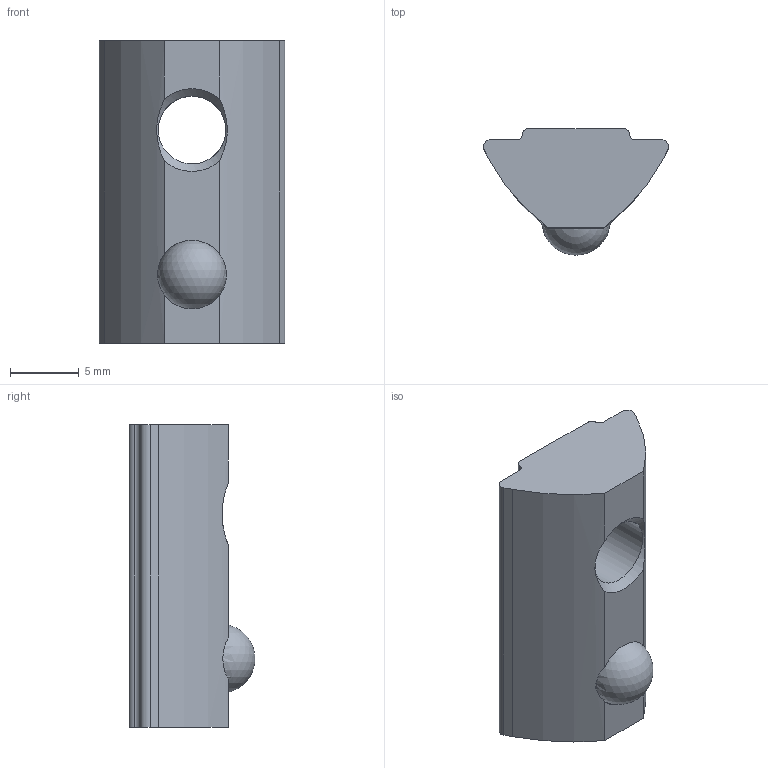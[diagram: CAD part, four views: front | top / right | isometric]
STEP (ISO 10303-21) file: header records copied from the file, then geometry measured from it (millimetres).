
FILE_DESCRIPTION( ( 'STEP AP214' ), '1' );
FILE_NAME( '13031_m.stp', '2021-07-07T22:36:17', ( 'License CC BY-ND 4.0' ), ( 'CADENAS' ), ' ', 'PARTsolutions', ' ' );
FILE_SCHEMA( ( 'AUTOMOTIVE_DESIGN { 1 0 10303 214 1 1 1 1 }' ) );
Length unit declared in the file: millimetre
Products named in the file (1): _13031_m
Bounding box: 13.46 x 9.15 x 22 mm (x, y, z)
Volume: 1468.9 mm3; surface area: 1107.3 mm2
Topology: 2 solids, 2 shells, 26 faces, 67 edges, 44 vertices
Faces by surface type: cylinder 11, plane 11, cone 2, sphere 2
Full cylindrical faces by diameter (mm): 4.917 x1, 5 x2
Entity records: 1032 total; most frequent: CARTESIAN_POINT 185, DIRECTION 136, ORIENTED_EDGE 120, EDGE_CURVE 60, AXIS2_PLACEMENT_3D 53, VERTEX_POINT 42, EDGE_LOOP 32, LINE 30
